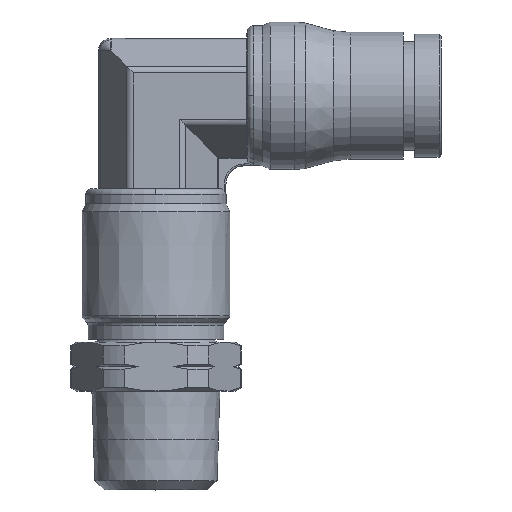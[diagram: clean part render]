
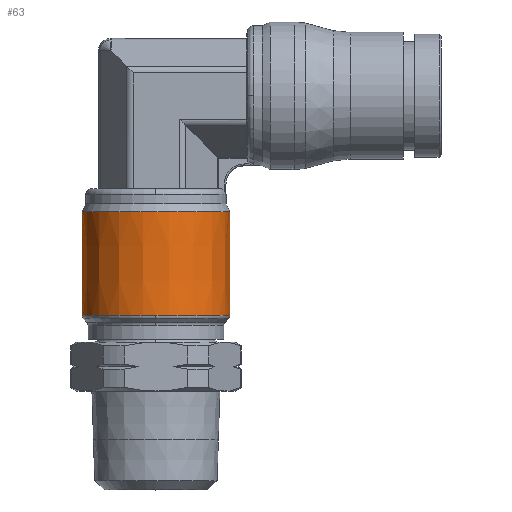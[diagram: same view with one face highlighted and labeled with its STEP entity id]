
A CAD part, top view. The second image highlights one B-rep face of the part: STEP entity #63.
In plain terms, the highlighted conical face has half-angle 0.002 degrees and reference radius 6.053 mm.
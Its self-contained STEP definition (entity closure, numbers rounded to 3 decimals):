
#63=ADVANCED_FACE('',(#258),#259,.T.);
#258=FACE_OUTER_BOUND('',#624,.T.);
#259=CONICAL_SURFACE('',#625,6.053,0.);
#624=EDGE_LOOP('',(#1085,#1086,#1087,#1088,#1089));
#625=AXIS2_PLACEMENT_3D('',#1090,#1091,#1092);
#1085=ORIENTED_EDGE('',*,*,#2418,.F.);
#1086=ORIENTED_EDGE('',*,*,#2419,.T.);
#1087=ORIENTED_EDGE('',*,*,#2420,.T.);
#1088=ORIENTED_EDGE('',*,*,#2421,.F.);
#1089=ORIENTED_EDGE('',*,*,#2416,.F.);
#1090=CARTESIAN_POINT('',(-23.421,-13.77,0.0));
#1091=DIRECTION('',(0.,-1.0,-0.0));
#1092=DIRECTION('',(-1.0,0.,0.0));
#2416=EDGE_CURVE('',#2900,#2902,#2903,.T.);
#2418=EDGE_CURVE('',#2905,#2900,#2906,.T.);
#2419=EDGE_CURVE('',#2905,#2907,#2908,.T.);
#2420=EDGE_CURVE('',#2907,#2909,#2910,.T.);
#2421=EDGE_CURVE('',#2902,#2909,#2911,.T.);
#2900=VERTEX_POINT('',#3682);
#2902=VERTEX_POINT('',#3685);
#2903=CIRCLE('',#3686,6.053);
#2905=VERTEX_POINT('',#3689);
#2906=LINE('',#3690,#3691);
#2907=VERTEX_POINT('',#3692);
#2908=CIRCLE('',#3693,6.053);
#2909=VERTEX_POINT('',#3694);
#2910=CIRCLE('',#3695,6.053);
#2911=LINE('',#3696,#3697);
#3682=CARTESIAN_POINT('',(-29.474,-9.518,0.0));
#3685=CARTESIAN_POINT('',(-17.368,-9.518,0.));
#3686=AXIS2_PLACEMENT_3D('',#5257,#5258,#5259);
#3689=CARTESIAN_POINT('',(-29.474,-18.022,0.0));
#3690=CARTESIAN_POINT('',(-29.474,-13.77,0.));
#3691=VECTOR('',#5261,1.0);
#3692=CARTESIAN_POINT('',(-23.421,-18.022,6.053));
#3693=AXIS2_PLACEMENT_3D('',#5262,#5263,#5264);
#3694=CARTESIAN_POINT('',(-17.368,-18.022,0.));
#3695=AXIS2_PLACEMENT_3D('',#5265,#5266,#5267);
#3696=CARTESIAN_POINT('',(-17.368,-13.77,0.));
#3697=VECTOR('',#5268,1.0);
#5257=CARTESIAN_POINT('',(-23.421,-9.518,0.0));
#5258=DIRECTION('',(0.,1.0,0.0));
#5259=DIRECTION('',(-1.0,0.,0.0));
#5261=DIRECTION('',(0.,1.,0.));
#5262=CARTESIAN_POINT('',(-23.421,-18.022,0.0));
#5263=DIRECTION('',(0.,1.0,0.0));
#5264=DIRECTION('',(-1.0,0.,0.0));
#5265=CARTESIAN_POINT('',(-23.421,-18.022,0.0));
#5266=DIRECTION('',(0.,1.0,0.0));
#5267=DIRECTION('',(-1.0,0.,0.0));
#5268=DIRECTION('',(0.,-1.,0.));
